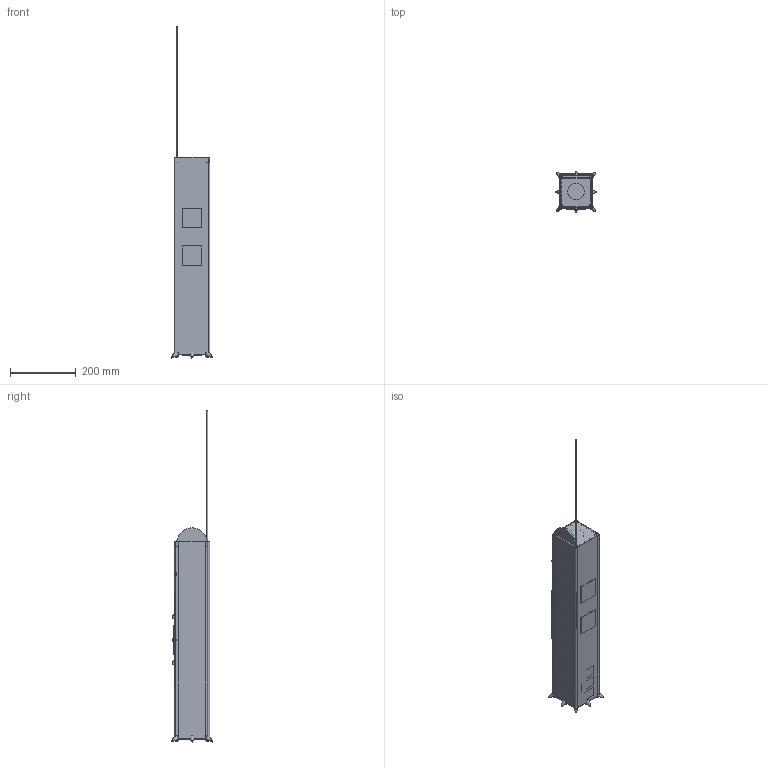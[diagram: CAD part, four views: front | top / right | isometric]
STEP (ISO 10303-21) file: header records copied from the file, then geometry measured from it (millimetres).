
FILE_DESCRIPTION(('FreeCAD Model'),'2;1');
FILE_NAME('Open CASCADE Shape Model','2025-08-13T12:46:22',('Author'),( ''),'Open CASCADE STEP processor 7.8','FreeCAD','Unknown');
FILE_SCHEMA(('AUTOMOTIVE_DESIGN { 1 0 10303 214 1 1 1 1 }'));
Length unit declared in the file: metre
Products named in the file (148): SolarPanel_S; Potencia; SolarPanel_N; Hinge_N; Hinge_S; SolarWing_Top; Hinge_Top; OBC; OBC_PCB_4_1; OBC_PCB_4_2; OBC_PCB_4_3; OBC_PCB_4_4; OBC_Standoff_4_1; OBC_Standoff_4_2; OBC_Standoff_4_3; OBC_Standoff_4_4; Estructura; Carcasa; Rail_1; Rail_2; Rail_3; Rail_4; FrameV_1; FrameV_2; FrameV_3; FrameV_4; Deck_1; Deck_2; Deck_3; Deck_4; Deck_5; Deck_6; Deck_7; Deck_8; Deck_9; Deck_10; SepPad_1; SepPad_2; SepPad_3; SepPad_4 ...
Assembly tree (133 placements, depth 2):
  SolarPanel_S
  Potencia
    SolarPanel_N
    Hinge_N
    SolarPanel_S
    Hinge_S
    SolarWing_Top
    Hinge_Top
  OBC
    OBC_PCB_4_1
    OBC_PCB_4_2
    OBC_PCB_4_3
    OBC_PCB_4_4
    OBC_Standoff_4_1
    OBC_Standoff_4_2
    OBC_Standoff_4_3
    OBC_Standoff_4_4
  Estructura
    Carcasa
    Rail_1
    Rail_2
    Rail_3
    Rail_4
    FrameV_1
    FrameV_2
    FrameV_3
    FrameV_4
    Deck_1
    Deck_2
    Deck_3
    Deck_4
    Deck_5
    Deck_6
    Deck_7
    Deck_8
    Deck_9
    Deck_10
    SepPad_1
    SepPad_2
    SepPad_3
    SepPad_4
  Rack
    RackFrame
    GuideL_1
    GuideL_2
    GuideL_3
    GuideL_4
    Backplane
    BP_Conn_1
    BP_Dowel_1
    BP_Conn_2
    BP_Dowel_2
    BP_Conn_3
    BP_Dowel_3
    BP_Conn_4
    BP_Dowel_4
    BP_Conn_5
    BP_Dowel_5
    BP_Conn_6
    BP_Dowel_6
Bounding box: 126.73 x 126.73 x 1011.36 mm (x, y, z)
Volume: 11776754.8 mm3; surface area: 3027412.4 mm2
Topology: 134 solids, 135 shells, 659 faces, 1120 edges, 736 vertices
Faces by surface type: plane 587, cylinder 64, cone 8
Full cylindrical faces by diameter (mm): 3 x1, 3.6 x4, 4 x8, 6 x16, 8 x12, 12 x7, 20 x2, 40 x3, 50 x2, 56 x8, 94 x1
Entity records: 33415 total; most frequent: DIRECTION 5010, CARTESIAN_POINT 4969, LINE 2992, VECTOR 2992, ORIENTED_EDGE 2240, PCURVE 2240, DEFINITIONAL_REPRESENTATION 2240, EDGE_CURVE 1120
